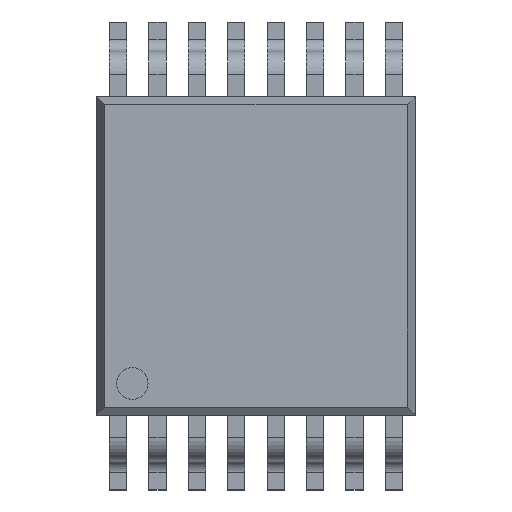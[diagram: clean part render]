
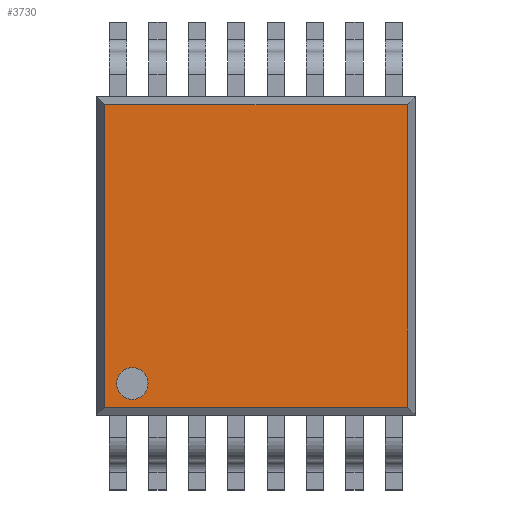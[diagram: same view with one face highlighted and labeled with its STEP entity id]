
A CAD part, top view. The second image highlights one B-rep face of the part: STEP entity #3730.
In plain terms, the highlighted planar face has unit normal (0, 0, 1).
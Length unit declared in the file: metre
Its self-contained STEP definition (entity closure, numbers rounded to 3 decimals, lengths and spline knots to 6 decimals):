
#213=CIRCLE('',#4304,0.0002);
#1251=ORIENTED_EDGE('',*,*,#1799,.T.);
#1252=ORIENTED_EDGE('',*,*,#1800,.T.);
#1253=ORIENTED_EDGE('',*,*,#1801,.T.);
#1254=ORIENTED_EDGE('',*,*,#1802,.T.);
#1255=ORIENTED_EDGE('',*,*,#1803,.T.);
#1799=EDGE_CURVE('',#2153,#2154,#2539,.T.);
#1800=EDGE_CURVE('',#2154,#2155,#2540,.T.);
#1801=EDGE_CURVE('',#2155,#2156,#2541,.T.);
#1802=EDGE_CURVE('',#2156,#2153,#2542,.T.);
#1803=EDGE_CURVE('',#2157,#2157,#213,.F.);
#2153=VERTEX_POINT('',#6495);
#2154=VERTEX_POINT('',#6496);
#2155=VERTEX_POINT('',#6498);
#2156=VERTEX_POINT('',#6500);
#2157=VERTEX_POINT('',#6503);
#2539=LINE('',#6494,#2931);
#2540=LINE('',#6497,#2932);
#2541=LINE('',#6499,#2933);
#2542=LINE('',#6501,#2934);
#2931=VECTOR('',#5391,1.);
#2932=VECTOR('',#5392,1.);
#2933=VECTOR('',#5393,1.);
#2934=VECTOR('',#5394,1.);
#3149=EDGE_LOOP('',(#1251,#1252,#1253,#1254));
#3150=EDGE_LOOP('',(#1255));
#3365=FACE_BOUND('',#3149,.T.);
#3366=FACE_BOUND('',#3150,.T.);
#3517=PLANE('',#4303);
#3730=ADVANCED_FACE('',(#3365,#3366),#3517,.T.);
#4303=AXIS2_PLACEMENT_3D('',#6493,#5389,#5390);
#4304=AXIS2_PLACEMENT_3D('',#6502,#5395,#5396);
#5389=DIRECTION('',(0.,0.,1.));
#5390=DIRECTION('',(1.,0.,0.));
#5391=DIRECTION('',(0.,1.,0.));
#5392=DIRECTION('',(-1.,0.,0.));
#5393=DIRECTION('',(0.,-1.,0.));
#5394=DIRECTION('',(1.,0.,0.));
#5395=DIRECTION('',(0.,0.,1.));
#5396=DIRECTION('',(1.,0.,0.));
#6493=CARTESIAN_POINT('',(0.,0.,0.001));
#6494=CARTESIAN_POINT('',(0.00192,0.,0.001));
#6495=CARTESIAN_POINT('',(0.00192,-0.00192,0.001));
#6496=CARTESIAN_POINT('',(0.00192,0.00192,0.001));
#6497=CARTESIAN_POINT('',(0.,0.00192,0.001));
#6498=CARTESIAN_POINT('',(-0.00192,0.00192,0.001));
#6499=CARTESIAN_POINT('',(-0.00192,-0.00202,0.001));
#6500=CARTESIAN_POINT('',(-0.00192,-0.00192,0.001));
#6501=CARTESIAN_POINT('',(0.00202,-0.00192,0.001));
#6502=CARTESIAN_POINT('',(-0.00157,-0.00162,0.001));
#6503=CARTESIAN_POINT('',(-0.00137,-0.00162,0.001));
